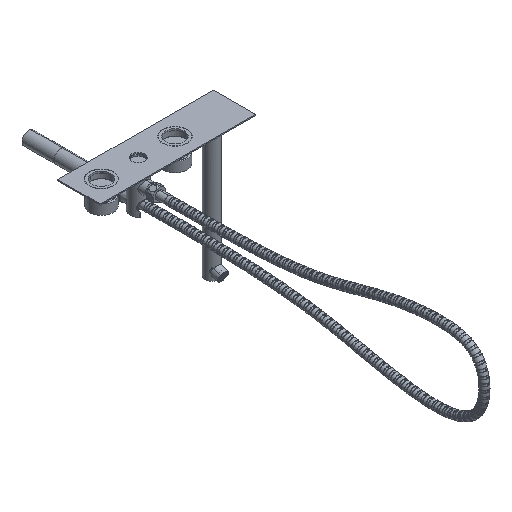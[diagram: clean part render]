
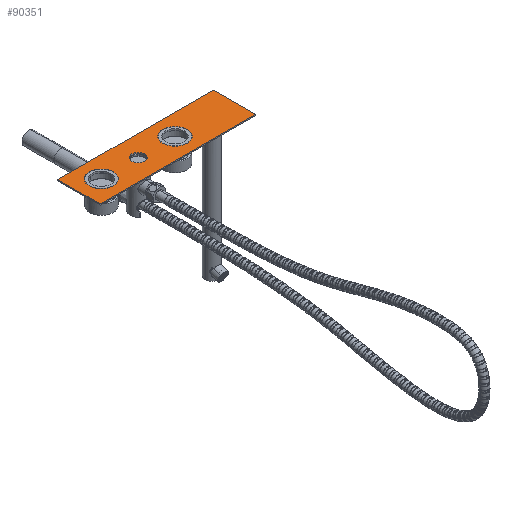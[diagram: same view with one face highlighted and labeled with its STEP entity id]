
A CAD part, isometric view. The second image highlights one B-rep face of the part: STEP entity #90351.
In plain terms, the highlighted planar face has unit normal (0, 0, 1).
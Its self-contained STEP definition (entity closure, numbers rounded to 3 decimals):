
#2701 = CIRCLE ( 'NONE', #131586, 12. ) ;
#3350 = EDGE_CURVE ( 'NONE', #33435, #115630, #48024, .T. ) ;
#4626 = VERTEX_POINT ( 'NONE', #16036 ) ;
#8429 = DIRECTION ( 'NONE',  ( 1., 0., 0. ) ) ;
#15916 = VECTOR ( 'NONE', #104306, 1000. ) ;
#16036 = CARTESIAN_POINT ( 'NONE',  ( 147.5, -40., -55.3 ) ) ;
#19744 = AXIS2_PLACEMENT_3D ( 'NONE', #22442, #124498, #37185 ) ;
#19946 = CIRCLE ( 'NONE', #45949, 12. ) ;
#21347 = CARTESIAN_POINT ( 'NONE',  ( -23., 0., -55.3 ) ) ;
#22442 = CARTESIAN_POINT ( 'NONE',  ( 35., 0., -55.3 ) ) ;
#23307 = CARTESIAN_POINT ( 'NONE',  ( -105., 0., -55.3 ) ) ;
#23676 = DIRECTION ( 'NONE',  ( 0., 0., 1. ) ) ;
#23927 = DIRECTION ( 'NONE',  ( 1., 0., 0. ) ) ;
#25046 = EDGE_CURVE ( 'NONE', #145223, #179520, #95351, .T. ) ;
#28346 = ORIENTED_EDGE ( 'NONE', *, *, #40415, .T. ) ;
#29232 = ORIENTED_EDGE ( 'NONE', *, *, #111674, .T. ) ;
#29422 = ORIENTED_EDGE ( 'NONE', *, *, #98809, .T. ) ;
#29788 = EDGE_LOOP ( 'NONE', ( #160610, #164470 ) ) ;
#31916 = CARTESIAN_POINT ( 'NONE',  ( 35., 0., -55.3 ) ) ;
#31938 = VERTEX_POINT ( 'NONE', #124306 ) ;
#32371 = CARTESIAN_POINT ( 'NONE',  ( -128., 0., -55.3 ) ) ;
#33435 = VERTEX_POINT ( 'NONE', #32371 ) ;
#37185 = DIRECTION ( 'NONE',  ( 1., 0., 0. ) ) ;
#40415 = EDGE_CURVE ( 'NONE', #4626, #122593, #171765, .T. ) ;
#41387 = DIRECTION ( 'NONE',  ( 0., 0., -1. ) ) ;
#45949 = AXIS2_PLACEMENT_3D ( 'NONE', #182963, #95857, #8429 ) ;
#46666 = DIRECTION ( 'NONE',  ( 1., 0., 0. ) ) ;
#48024 = CIRCLE ( 'NONE', #173173, 23. ) ;
#48855 = CARTESIAN_POINT ( 'NONE',  ( -147.5, -40., -55.3 ) ) ;
#52972 = CARTESIAN_POINT ( 'NONE',  ( -147.5, -40., -55.3 ) ) ;
#54612 = DIRECTION ( 'NONE',  ( 0., 0., 1. ) ) ;
#60181 = VECTOR ( 'NONE', #131646, 1000. ) ;
#60264 = CARTESIAN_POINT ( 'NONE',  ( -147.5, 40., -55.3 ) ) ;
#73054 = LINE ( 'NONE', #52972, #107368 ) ;
#75192 = EDGE_LOOP ( 'NONE', ( #29422, #144637, #28346, #29232 ) ) ;
#78030 = CARTESIAN_POINT ( 'NONE',  ( -35., 0., -55.3 ) ) ;
#78837 = CARTESIAN_POINT ( 'NONE',  ( -147.5, -40., -55.3 ) ) ;
#87326 = FACE_OUTER_BOUND ( 'NONE', #75192, .T. ) ;
#89537 = VERTEX_POINT ( 'NONE', #48855 ) ;
#90351 = ADVANCED_FACE ( 'NONE', ( #164728, #91930, #125989, #87326 ), #139825, .F. ) ;
#91588 = AXIS2_PLACEMENT_3D ( 'NONE', #128670, #41387, #143327 ) ;
#91930 = FACE_BOUND ( 'NONE', #184595, .T. ) ;
#92738 = DIRECTION ( 'NONE',  ( 1., 0., 0. ) ) ;
#95351 = CIRCLE ( 'NONE', #19744, 23. ) ;
#95857 = DIRECTION ( 'NONE',  ( 0., 0., 1. ) ) ;
#98191 = CARTESIAN_POINT ( 'NONE',  ( -147.5, 40., -55.3 ) ) ;
#98220 = CARTESIAN_POINT ( 'NONE',  ( -82., 0., -55.3 ) ) ;
#98809 = EDGE_CURVE ( 'NONE', #165317, #89537, #112165, .T. ) ;
#98954 = EDGE_CURVE ( 'NONE', #179520, #145223, #153050, .T. ) ;
#102256 = CIRCLE ( 'NONE', #139682, 23. ) ;
#104306 = DIRECTION ( 'NONE',  ( -1., 0., 0. ) ) ;
#107368 = VECTOR ( 'NONE', #111003, 1000. ) ;
#111003 = DIRECTION ( 'NONE',  ( 1., 0., 0. ) ) ;
#111674 = EDGE_CURVE ( 'NONE', #122593, #165317, #170956, .T. ) ;
#112165 = LINE ( 'NONE', #78837, #150862 ) ;
#115630 = VERTEX_POINT ( 'NONE', #98220 ) ;
#115714 = ORIENTED_EDGE ( 'NONE', *, *, #140702, .F. ) ;
#117540 = ORIENTED_EDGE ( 'NONE', *, *, #138640, .F. ) ;
#122593 = VERTEX_POINT ( 'NONE', #185913 ) ;
#124277 = CARTESIAN_POINT ( 'NONE',  ( 58., 0., -55.3 ) ) ;
#124306 = CARTESIAN_POINT ( 'NONE',  ( -47., 0., -55.3 ) ) ;
#124498 = DIRECTION ( 'NONE',  ( 0., 0., 1. ) ) ;
#124544 = CARTESIAN_POINT ( 'NONE',  ( 12., 0., -55.3 ) ) ;
#125989 = FACE_BOUND ( 'NONE', #171016, .T. ) ;
#128670 = CARTESIAN_POINT ( 'NONE',  ( 0., -40., -55.3 ) ) ;
#131586 = AXIS2_PLACEMENT_3D ( 'NONE', #78030, #179869, #92738 ) ;
#131646 = DIRECTION ( 'NONE',  ( 0., 1., 0. ) ) ;
#133915 = DIRECTION ( 'NONE',  ( 0., 0., 1. ) ) ;
#138640 = EDGE_CURVE ( 'NONE', #115630, #33435, #102256, .T. ) ;
#138738 = ORIENTED_EDGE ( 'NONE', *, *, #158403, .F. ) ;
#139682 = AXIS2_PLACEMENT_3D ( 'NONE', #141893, #54612, #156505 ) ;
#139825 = PLANE ( 'NONE',  #91588 ) ;
#140702 = EDGE_CURVE ( 'NONE', #168271, #31938, #19946, .T. ) ;
#141893 = CARTESIAN_POINT ( 'NONE',  ( -105., 0., -55.3 ) ) ;
#143327 = DIRECTION ( 'NONE',  ( -1., 0., 0. ) ) ;
#144637 = ORIENTED_EDGE ( 'NONE', *, *, #177991, .T. ) ;
#145223 = VERTEX_POINT ( 'NONE', #124544 ) ;
#150862 = VECTOR ( 'NONE', #166047, 1000. ) ;
#153050 = CIRCLE ( 'NONE', #154601, 23. ) ;
#154601 = AXIS2_PLACEMENT_3D ( 'NONE', #31916, #133915, #46666 ) ;
#156505 = DIRECTION ( 'NONE',  ( 1., 0., 0. ) ) ;
#158403 = EDGE_CURVE ( 'NONE', #31938, #168271, #2701, .T. ) ;
#160610 = ORIENTED_EDGE ( 'NONE', *, *, #98954, .F. ) ;
#164470 = ORIENTED_EDGE ( 'NONE', *, *, #25046, .F. ) ;
#164728 = FACE_BOUND ( 'NONE', #29788, .T. ) ;
#165317 = VERTEX_POINT ( 'NONE', #98191 ) ;
#166047 = DIRECTION ( 'NONE',  ( 0., -1., 0. ) ) ;
#168271 = VERTEX_POINT ( 'NONE', #21347 ) ;
#170956 = LINE ( 'NONE', #60264, #15916 ) ;
#171016 = EDGE_LOOP ( 'NONE', ( #117540, #176892 ) ) ;
#171765 = LINE ( 'NONE', #176784, #60181 ) ;
#173173 = AXIS2_PLACEMENT_3D ( 'NONE', #23307, #23676, #23927 ) ;
#176784 = CARTESIAN_POINT ( 'NONE',  ( 147.5, -40., -55.3 ) ) ;
#176892 = ORIENTED_EDGE ( 'NONE', *, *, #3350, .F. ) ;
#177991 = EDGE_CURVE ( 'NONE', #89537, #4626, #73054, .T. ) ;
#179520 = VERTEX_POINT ( 'NONE', #124277 ) ;
#179869 = DIRECTION ( 'NONE',  ( 0., 0., 1. ) ) ;
#182963 = CARTESIAN_POINT ( 'NONE',  ( -35., 0., -55.3 ) ) ;
#184595 = EDGE_LOOP ( 'NONE', ( #115714, #138738 ) ) ;
#185913 = CARTESIAN_POINT ( 'NONE',  ( 147.5, 40., -55.3 ) ) ;
